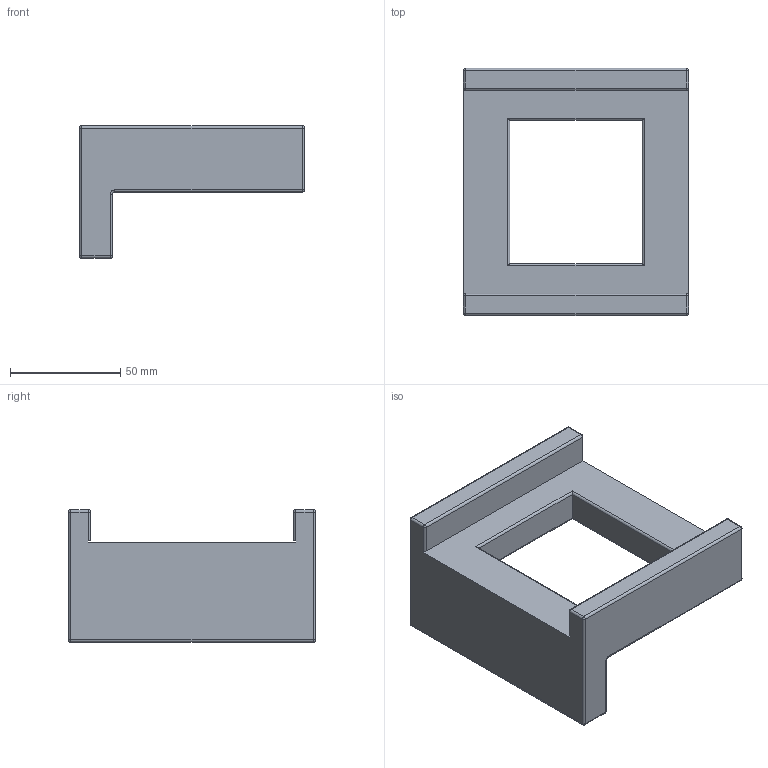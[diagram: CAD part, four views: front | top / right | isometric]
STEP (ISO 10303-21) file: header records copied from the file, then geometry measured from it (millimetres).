
FILE_DESCRIPTION(('FreeCAD Model'),'2;1');
FILE_NAME('Open CASCADE Shape Model','2022-01-12T12:57:35',(''),(''), 'Open CASCADE STEP processor 7.5','FreeCAD','Unknown');
FILE_SCHEMA(('AUTOMOTIVE_DESIGN { 1 0 10303 214 1 1 1 1 }'));
Length unit declared in the file: millimetre
Products named in the file (1): Fusion002
Bounding box: 102 x 112 x 60 mm (x, y, z)
Volume: 192591.9 mm3; surface area: 40763.8 mm2
Topology: 1 solids, 1 shells, 74 faces, 174 edges, 88 vertices
Faces by surface type: cylinder 34, plane 24, sphere 14, torus 2
Entity records: 4073 total; most frequent: CARTESIAN_POINT 853, DIRECTION 593, ORIENTED_EDGE 320, PCURVE 320, DEFINITIONAL_REPRESENTATION 320, LINE 316, VECTOR 316, EDGE_CURVE 160
